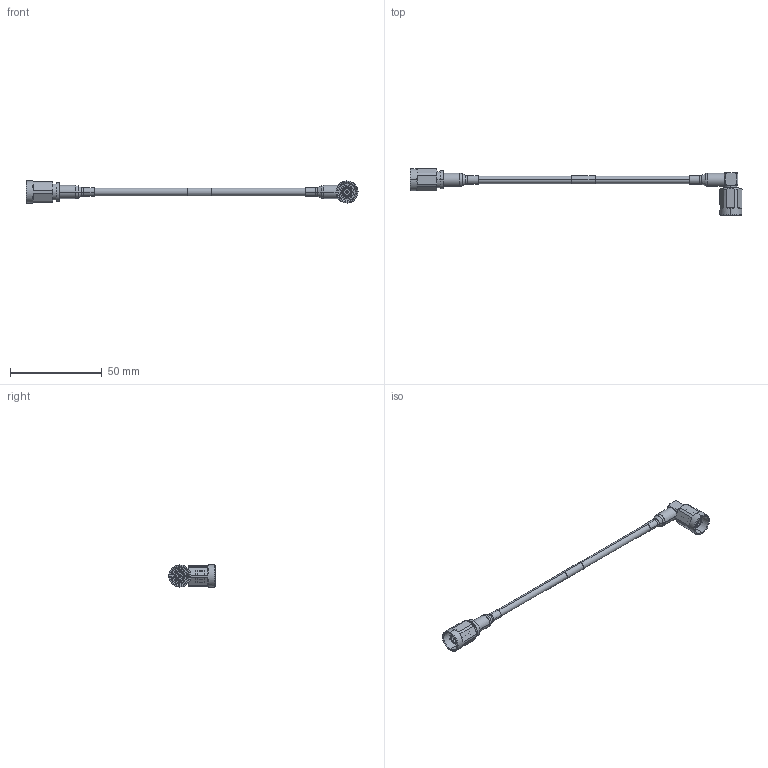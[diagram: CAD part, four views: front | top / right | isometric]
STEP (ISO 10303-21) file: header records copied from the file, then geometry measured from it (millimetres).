
FILE_DESCRIPTION (( 'STEP AP214' ), '1' );
FILE_NAME ('FMCA2322_3D.STEP', '2021-04-16T19:01:04', ( '' ), ( '' ), 'SwSTEP 2.0', 'SolidWorks 2020', '' );
FILE_SCHEMA (( 'AUTOMOTIVE_DESIGN' ));
Length unit declared in the file: inch
Products named in the file (5): TC-402-NX10M-RA-LP-PE; FMCA2322_3D; TFT-402-MA1; TC-402-NX10M-LP-PE; TFT-402_WITH LABEL
Assembly tree (5 placements, depth 2):
  FMCA2322_3D
    TFT-402_WITH LABEL
    TFT-402-MA1  x2
    TC-402-NX10M-LP-PE
    TC-402-NX10M-RA-LP-PE
Bounding box: 180.9 x 25.2 x 12 mm (x, y, z)
Volume: 4760.7 mm3; surface area: 7022.6 mm2
Topology: 6 solids, 7 shells, 446 faces, 1048 edges, 650 vertices
Faces by surface type: cylinder 139, plane 123, cone 120, torus 64
Entity records: 13165 total; most frequent: CARTESIAN_POINT 3004, DIRECTION 2188, ORIENTED_EDGE 2008, EDGE_CURVE 1004, AXIS2_PLACEMENT_3D 906, VERTEX_POINT 626, CIRCLE 474, EDGE_LOOP 464
